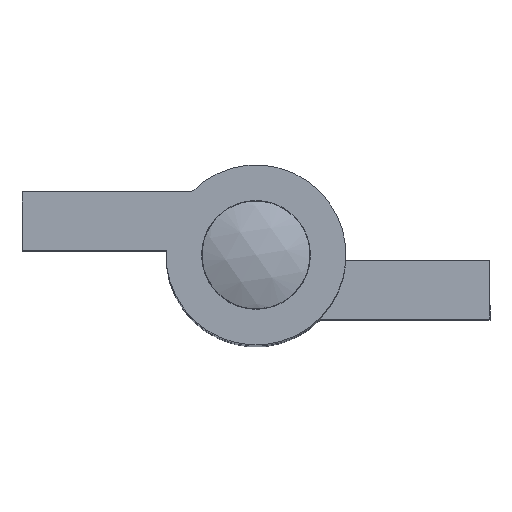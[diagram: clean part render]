
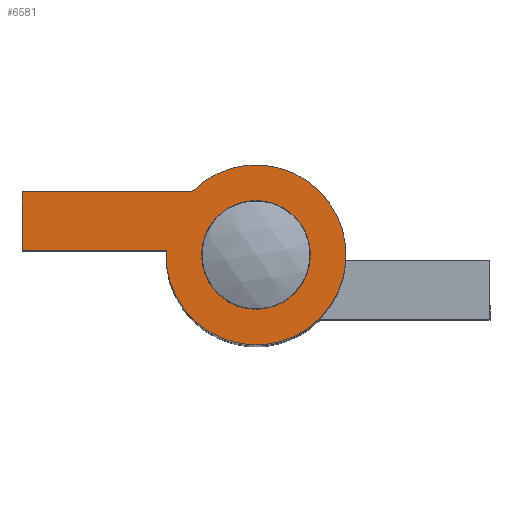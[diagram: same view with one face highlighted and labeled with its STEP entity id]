
A CAD part, top view. The second image highlights one B-rep face of the part: STEP entity #6581.
In plain terms, the highlighted planar face has unit normal (0, 0, 1).
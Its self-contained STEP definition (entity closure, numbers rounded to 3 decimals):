
#44=FACE_BOUND('',#981,.T.);
#150=PLANE('',#7084);
#562=FACE_OUTER_BOUND('',#980,.T.);
#980=EDGE_LOOP('',(#4741,#4742,#4743,#4744));
#981=EDGE_LOOP('',(#4745));
#1492=LINE('',#9745,#2208);
#1494=LINE('',#9749,#2210);
#1497=LINE('',#9756,#2213);
#2208=VECTOR('',#7750,10.);
#2210=VECTOR('',#7754,10.);
#2213=VECTOR('',#7763,10.);
#2926=CIRCLE('',#7076,6.05);
#2928=CIRCLE('',#7082,10.);
#3145=VERTEX_POINT('',#9729);
#3150=VERTEX_POINT('',#9742);
#3151=VERTEX_POINT('',#9744);
#3152=VERTEX_POINT('',#9748);
#3153=VERTEX_POINT('',#9752);
#3773=EDGE_CURVE('',#3145,#3145,#2926,.T.);
#3779=EDGE_CURVE('',#3151,#3150,#1492,.T.);
#3781=EDGE_CURVE('',#3152,#3151,#1494,.T.);
#3783=EDGE_CURVE('',#3153,#3152,#2928,.T.);
#3785=EDGE_CURVE('',#3150,#3153,#1497,.T.);
#4741=ORIENTED_EDGE('',*,*,#3785,.T.);
#4742=ORIENTED_EDGE('',*,*,#3783,.T.);
#4743=ORIENTED_EDGE('',*,*,#3781,.T.);
#4744=ORIENTED_EDGE('',*,*,#3779,.T.);
#4745=ORIENTED_EDGE('',*,*,#3773,.T.);
#6581=ADVANCED_FACE('',(#562,#44),#150,.T.);
#7076=AXIS2_PLACEMENT_3D('',#9731,#7738,#7739);
#7082=AXIS2_PLACEMENT_3D('',#9753,#7758,#7759);
#7084=AXIS2_PLACEMENT_3D('',#9757,#7764,#7765);
#7738=DIRECTION('center_axis',(0.,0.,-1.));
#7739=DIRECTION('ref_axis',(-1.,0.,0.));
#7750=DIRECTION('',(0.,-1.,0.));
#7754=DIRECTION('',(-1.,0.,0.));
#7758=DIRECTION('center_axis',(0.,0.,1.));
#7759=DIRECTION('ref_axis',(0.999,-0.05,0.));
#7763=DIRECTION('',(1.,0.,0.));
#7764=DIRECTION('center_axis',(0.,0.,1.));
#7765=DIRECTION('ref_axis',(1.,0.,0.));
#9729=CARTESIAN_POINT('',(6.05,0.,33.9));
#9731=CARTESIAN_POINT('Origin',(0.,0.,33.9));
#9742=CARTESIAN_POINT('',(-26.,0.5,33.9));
#9744=CARTESIAN_POINT('',(-26.,7.,33.9));
#9745=CARTESIAN_POINT('',(-26.,0.5,33.9));
#9748=CARTESIAN_POINT('',(-7.141,7.,33.9));
#9749=CARTESIAN_POINT('',(-26.,7.,33.9));
#9752=CARTESIAN_POINT('',(-9.987,0.5,33.9));
#9753=CARTESIAN_POINT('Origin',(0.,0.,33.9));
#9756=CARTESIAN_POINT('',(-9.987,0.5,33.9));
#9757=CARTESIAN_POINT('Origin',(-8.68,1.722,33.9));
